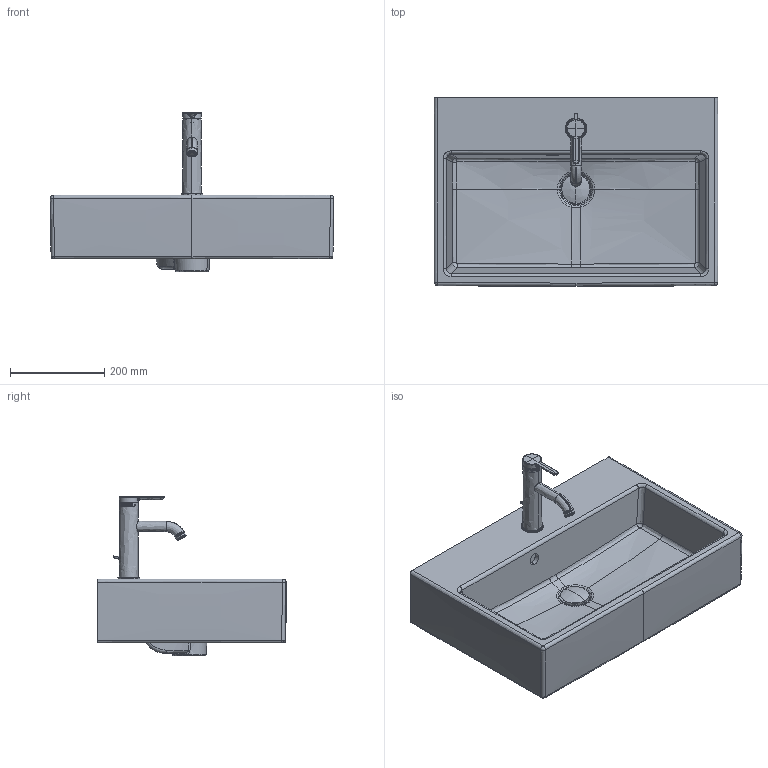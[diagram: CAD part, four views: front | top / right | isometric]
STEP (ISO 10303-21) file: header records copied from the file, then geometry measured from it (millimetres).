
FILE_DESCRIPTION(/* description */ (''),/* implementation_level */ '2;1');
FILE_NAME(/* name */ '236860',/* time_stamp */ '2021-03-17T08:50:47+01:00',/* author */ (''),/* organization */ (''),/* preprocessor_version */ 'ST-DEVELOPER v15',/* originating_system */ '',/* authorisation */ '');
FILE_SCHEMA (('AUTOMOTIVE_DESIGN'));
Length unit declared in the file: millimetre
Products named in the file (2): Document; Block 01
Assembly tree (1 placements, depth 2):
  Document
    Block 01
Bounding box: 600.29 x 399.97 x 337.73 mm (x, y, z)
Volume: 12049841.3 mm3; surface area: 1045398.2 mm2
Topology: 3 solids, 525 shells, 976 faces, 3533 edges, 3025 vertices
Faces by surface type: bspline 797, plane 179
Entity records: 81459 total; most frequent: CARTESIAN_POINT 63222, ORIENTED_EDGE 4482, EDGE_CURVE 3463, VERTEX_POINT 3021, B_SPLINE_CURVE_WITH_KNOTS 1830, EDGE_LOOP 1027, ADVANCED_FACE 976, FACE_OUTER_BOUND 976
